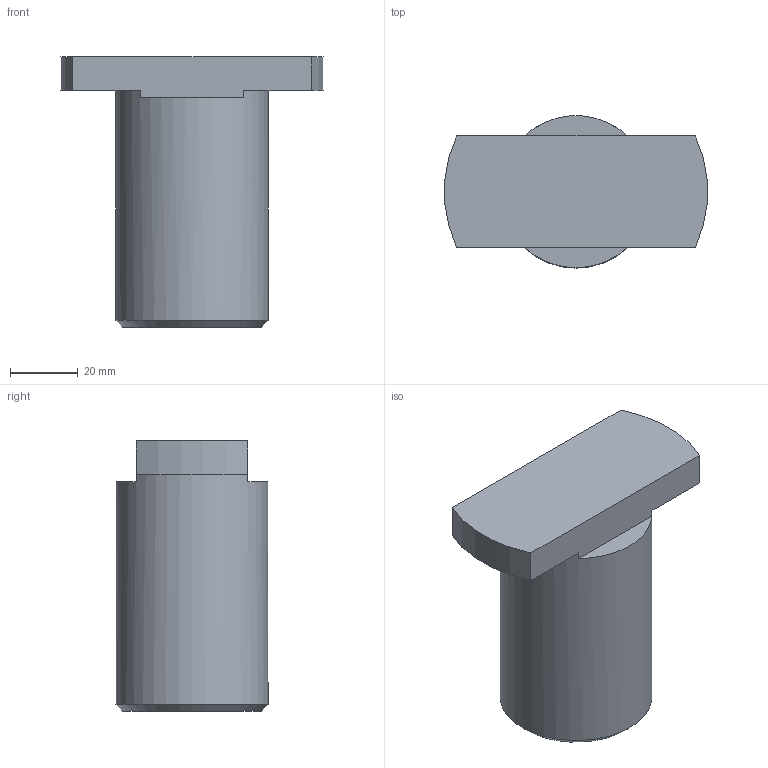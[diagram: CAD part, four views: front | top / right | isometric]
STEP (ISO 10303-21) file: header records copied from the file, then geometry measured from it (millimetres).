
FILE_DESCRIPTION(/* description */ (''),/* implementation_level */ '2;1');
FILE_NAME(/* name */ '1566219780367.stp',/* time_stamp */ '2019-08-19T15:03:06+02:00',/* author */ (''),/* organization */ ('SMS'),/* preprocessor_version */ 'ST-DEVELOPER v16.7',/* originating_system */ 'SIEMENS PLM Software NX 12.0',/* authorisation */ '');
FILE_SCHEMA (('AUTOMOTIVE_DESIGN { 1 0 10303 214 3 1 1 1 }'));
Length unit declared in the file: millimetre
Products named in the file (1): 202504547mod000_00
Bounding box: 77.65 x 45 x 80 mm (x, y, z)
Volume: 135395.3 mm3; surface area: 17290.3 mm2
Topology: 1 solids, 1 shells, 12 faces, 30 edges, 23 vertices
Faces by surface type: plane 8, cylinder 3, cone 1
Full cylindrical faces by diameter (mm): 45 x1
Entity records: 405 total; most frequent: DIRECTION 68, CARTESIAN_POINT 63, ORIENTED_EDGE 52, EDGE_CURVE 26, AXIS2_PLACEMENT_3D 26, VERTEX_POINT 18, LINE 16, VECTOR 16
